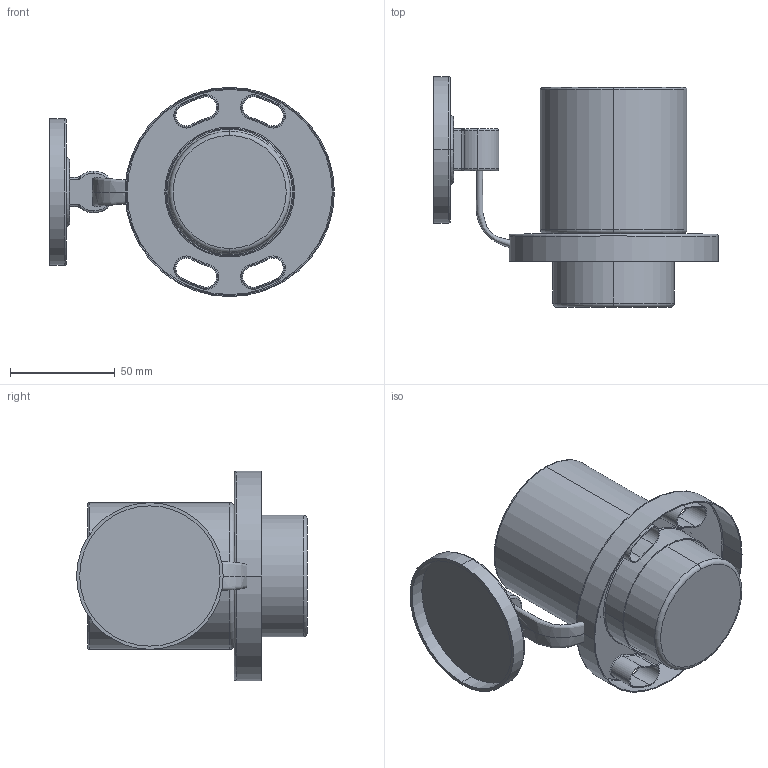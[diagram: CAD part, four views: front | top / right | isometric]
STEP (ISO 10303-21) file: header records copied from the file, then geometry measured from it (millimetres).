
FILE_DESCRIPTION (( 'STEP AP203' ), '1' );
FILE_NAME ('18401.STEP', '2013-03-07T20:58:48', ( '' ), ( '' ), 'SwSTEP 2.0', 'SolidWorks 2012', '' );
FILE_SCHEMA (( 'CONFIG_CONTROL_DESIGN' ));
Length unit declared in the file: millimetre
Products named in the file (6): 18401; TS-004; TS-001; TS-303; TS-002; TS-005
Assembly tree (5 placements, depth 2):
  18401
    TS-001
    TS-002
    TS-303
    TS-004
    TS-005
Bounding box: 136 x 110.25 x 100 mm (x, y, z)
Volume: 71830.4 mm3; surface area: 89344.8 mm2
Topology: 5 solids, 5 shells, 176 faces, 400 edges, 236 vertices
Faces by surface type: cylinder 73, torus 70, plane 23, bspline 6, sphere 4
Entity records: 6458 total; most frequent: CARTESIAN_POINT 1700, DIRECTION 1030, ORIENTED_EDGE 784, AXIS2_PLACEMENT_3D 470, EDGE_CURVE 392, CIRCLE 292, VERTEX_POINT 236, EDGE_LOOP 196
